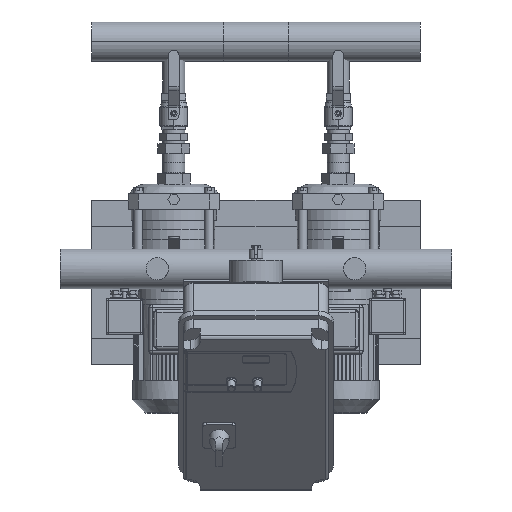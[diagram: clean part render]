
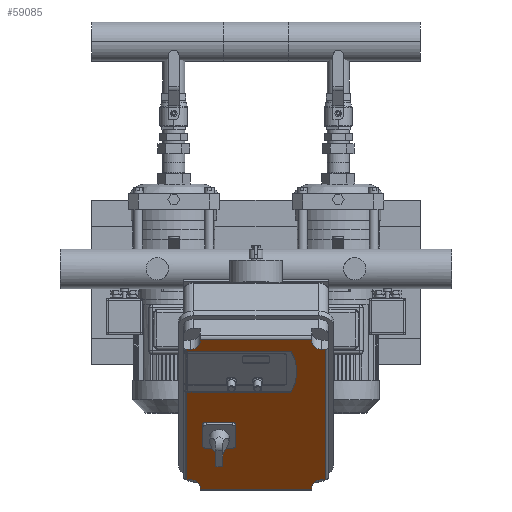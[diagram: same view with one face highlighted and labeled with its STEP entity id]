
A CAD part, top view. The second image highlights one B-rep face of the part: STEP entity #59085.
In plain terms, the highlighted planar face has unit normal (0, -0.707, 0.707).
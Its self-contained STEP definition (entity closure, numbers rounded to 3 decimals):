
#58625=CARTESIAN_POINT('',(145.,-187.584,572.271));
#58626=VERTEX_POINT('',#58625);
#58634=CARTESIAN_POINT('',(300.042,-187.584,572.271));
#58635=VERTEX_POINT('',#58634);
#58636=CARTESIAN_POINT('',(300.042,-187.584,572.271));
#58637=DIRECTION('',(-1.0,0.0,0.0));
#58638=VECTOR('',#58637,155.042);
#58639=LINE('',#58636,#58638);
#58640=EDGE_CURVE('',#58635,#58626,#58639,.T.);
#58667=CARTESIAN_POINT('',(304.726,-128.364,631.492));
#58668=VERTEX_POINT('',#58667);
#58675=CARTESIAN_POINT('',(300.042,-126.066,633.79));
#58676=VERTEX_POINT('',#58675);
#58677=CARTESIAN_POINT('',(300.042,-129.602,630.254));
#58678=DIRECTION('',(0.,0.707,-0.707));
#58679=DIRECTION('',(0.937,0.247,0.247));
#58680=AXIS2_PLACEMENT_3D('',#58677,#58678,#58679);
#58681=CIRCLE('',#58680,5.);
#58682=EDGE_CURVE('',#58676,#58668,#58681,.T.);
#58708=CARTESIAN_POINT('',(304.726,-185.286,574.569));
#58709=VERTEX_POINT('',#58708);
#58710=CARTESIAN_POINT('',(300.042,-184.049,575.807));
#58711=DIRECTION('',(0.0,0.707,-0.707));
#58712=DIRECTION('',(0.,-0.707,-0.707));
#58713=AXIS2_PLACEMENT_3D('',#58710,#58711,#58712);
#58714=CIRCLE('',#58713,5.);
#58715=EDGE_CURVE('',#58709,#58635,#58714,.T.);
#58739=CARTESIAN_POINT('',(197.,-156.825,603.03));
#58740=DIRECTION('',(0.,0.707,-0.707));
#58741=DIRECTION('',(0.937,-0.247,-0.247));
#58742=AXIS2_PLACEMENT_3D('',#58739,#58740,#58741);
#58743=CIRCLE('',#58742,115.0);
#58744=EDGE_CURVE('',#58668,#58709,#58743,.T.);
#58764=CARTESIAN_POINT('',(145.0,-320.52,439.335));
#58765=VERTEX_POINT('',#58764);
#58773=CARTESIAN_POINT('',(145.0,-320.52,439.335));
#58774=DIRECTION('',(0.,0.707,0.707));
#58775=VECTOR('',#58774,188.);
#58776=LINE('',#58773,#58775);
#58777=EDGE_CURVE('',#58765,#58626,#58776,.T.);
#58875=CARTESIAN_POINT('',(335.0,-108.388,651.467));
#58876=VERTEX_POINT('',#58875);
#58894=CARTESIAN_POINT('',(165.,-108.388,651.467));
#58895=VERTEX_POINT('',#58894);
#58903=CARTESIAN_POINT('',(165.,-108.388,651.467));
#58904=DIRECTION('',(1.0,0.0,0.0));
#58905=VECTOR('',#58904,170.);
#58906=LINE('',#58903,#58905);
#58907=EDGE_CURVE('',#58895,#58876,#58906,.T.);
#58918=CARTESIAN_POINT('',(335.0,-111.924,647.932));
#58919=VERTEX_POINT('',#58918);
#58920=CARTESIAN_POINT('',(335.0,-111.924,647.932));
#58921=DIRECTION('',(0.0,0.707,0.707));
#58922=VECTOR('',#58921,5.);
#58923=LINE('',#58920,#58922);
#58924=EDGE_CURVE('',#58919,#58876,#58923,.T.);
#58951=CARTESIAN_POINT('',(250.0,-221.525,538.33));
#58952=DIRECTION('',(0.0,-0.707,0.707));
#58953=DIRECTION('',(0.,-0.707,-0.707));
#58954=AXIS2_PLACEMENT_3D('',#58951,#58952,#58953);
#58955=PLANE('',#58954);
#58956=ORIENTED_EDGE('',*,*,#58640,.T.);
#58957=ORIENTED_EDGE('',*,*,#58777,.F.);
#58958=CARTESIAN_POINT('',(150.0,-320.52,439.335));
#58959=VERTEX_POINT('',#58958);
#58960=CARTESIAN_POINT('',(145.0,-320.52,439.335));
#58961=DIRECTION('',(1.0,0.0,0.0));
#58962=VECTOR('',#58961,5.0);
#58963=LINE('',#58960,#58962);
#58964=EDGE_CURVE('',#58765,#58959,#58963,.T.);
#58965=ORIENTED_EDGE('',*,*,#58964,.T.);
#58966=CARTESIAN_POINT('',(165.0,-331.127,428.729));
#58967=VERTEX_POINT('',#58966);
#58968=CARTESIAN_POINT('',(150.0,-331.127,428.729));
#58969=DIRECTION('',(0.0,0.707,-0.707));
#58970=DIRECTION('',(1.0,0.0,0.0));
#58971=AXIS2_PLACEMENT_3D('',#58968,#58969,#58970);
#58972=CIRCLE('',#58971,15.);
#58973=EDGE_CURVE('',#58959,#58967,#58972,.T.);
#58974=ORIENTED_EDGE('',*,*,#58973,.T.);
#58975=CARTESIAN_POINT('',(165.0,-334.663,425.193));
#58976=VERTEX_POINT('',#58975);
#58977=CARTESIAN_POINT('',(165.0,-331.127,428.729));
#58978=DIRECTION('',(0.0,-0.707,-0.707));
#58979=VECTOR('',#58978,5.);
#58980=LINE('',#58977,#58979);
#58981=EDGE_CURVE('',#58967,#58976,#58980,.T.);
#58982=ORIENTED_EDGE('',*,*,#58981,.T.);
#58983=CARTESIAN_POINT('',(335.0,-334.663,425.193));
#58984=VERTEX_POINT('',#58983);
#58985=CARTESIAN_POINT('',(335.0,-334.663,425.193));
#58986=DIRECTION('',(-1.0,0.0,0.0));
#58987=VECTOR('',#58986,170.0);
#58988=LINE('',#58985,#58987);
#58989=EDGE_CURVE('',#58984,#58976,#58988,.T.);
#58990=ORIENTED_EDGE('',*,*,#58989,.F.);
#58991=CARTESIAN_POINT('',(335.0,-331.127,428.729));
#58992=VERTEX_POINT('',#58991);
#58993=CARTESIAN_POINT('',(335.0,-334.663,425.193));
#58994=DIRECTION('',(0.0,0.707,0.707));
#58995=VECTOR('',#58994,5.0);
#58996=LINE('',#58993,#58995);
#58997=EDGE_CURVE('',#58984,#58992,#58996,.T.);
#58998=ORIENTED_EDGE('',*,*,#58997,.T.);
#58999=CARTESIAN_POINT('',(350.,-320.52,439.335));
#59000=VERTEX_POINT('',#58999);
#59001=CARTESIAN_POINT('',(350.,-331.127,428.729));
#59002=DIRECTION('',(0.0,0.707,-0.707));
#59003=DIRECTION('',(0.,0.707,0.707));
#59004=AXIS2_PLACEMENT_3D('',#59001,#59002,#59003);
#59005=CIRCLE('',#59004,15.);
#59006=EDGE_CURVE('',#58992,#59000,#59005,.T.);
#59007=ORIENTED_EDGE('',*,*,#59006,.T.);
#59008=CARTESIAN_POINT('',(355.0,-320.52,439.335));
#59009=VERTEX_POINT('',#59008);
#59010=CARTESIAN_POINT('',(350.,-320.52,439.335));
#59011=DIRECTION('',(1.0,0.0,0.0));
#59012=VECTOR('',#59011,5.);
#59013=LINE('',#59010,#59012);
#59014=EDGE_CURVE('',#59000,#59009,#59013,.T.);
#59015=ORIENTED_EDGE('',*,*,#59014,.T.);
#59016=CARTESIAN_POINT('',(355.0,-122.53,637.325));
#59017=VERTEX_POINT('',#59016);
#59018=CARTESIAN_POINT('',(355.0,-122.53,637.325));
#59019=DIRECTION('',(0.0,-0.707,-0.707));
#59020=VECTOR('',#59019,280.);
#59021=LINE('',#59018,#59020);
#59022=EDGE_CURVE('',#59017,#59009,#59021,.T.);
#59023=ORIENTED_EDGE('',*,*,#59022,.F.);
#59024=CARTESIAN_POINT('',(350.0,-122.53,637.325));
#59025=VERTEX_POINT('',#59024);
#59026=CARTESIAN_POINT('',(355.0,-122.53,637.325));
#59027=DIRECTION('',(-1.0,0.0,0.0));
#59028=VECTOR('',#59027,5.0);
#59029=LINE('',#59026,#59028);
#59030=EDGE_CURVE('',#59017,#59025,#59029,.T.);
#59031=ORIENTED_EDGE('',*,*,#59030,.T.);
#59032=CARTESIAN_POINT('',(350.0,-111.924,647.932));
#59033=DIRECTION('',(0.0,0.707,-0.707));
#59034=DIRECTION('',(-1.0,0.0,0.0));
#59035=AXIS2_PLACEMENT_3D('',#59032,#59033,#59034);
#59036=CIRCLE('',#59035,15.0);
#59037=EDGE_CURVE('',#59025,#58919,#59036,.T.);
#59038=ORIENTED_EDGE('',*,*,#59037,.T.);
#59039=ORIENTED_EDGE('',*,*,#58924,.T.);
#59040=ORIENTED_EDGE('',*,*,#58907,.F.);
#59041=CARTESIAN_POINT('',(165.,-111.924,647.932));
#59042=VERTEX_POINT('',#59041);
#59043=CARTESIAN_POINT('',(165.,-108.388,651.467));
#59044=DIRECTION('',(0.0,-0.707,-0.707));
#59045=VECTOR('',#59044,5.);
#59046=LINE('',#59043,#59045);
#59047=EDGE_CURVE('',#58895,#59042,#59046,.T.);
#59048=ORIENTED_EDGE('',*,*,#59047,.T.);
#59049=CARTESIAN_POINT('',(150.,-122.53,637.325));
#59050=VERTEX_POINT('',#59049);
#59051=CARTESIAN_POINT('',(150.,-111.924,647.932));
#59052=DIRECTION('',(0.0,0.707,-0.707));
#59053=DIRECTION('',(0.,-0.707,-0.707));
#59054=AXIS2_PLACEMENT_3D('',#59051,#59052,#59053);
#59055=CIRCLE('',#59054,15.);
#59056=EDGE_CURVE('',#59042,#59050,#59055,.T.);
#59057=ORIENTED_EDGE('',*,*,#59056,.T.);
#59058=CARTESIAN_POINT('',(145.,-122.53,637.325));
#59059=VERTEX_POINT('',#59058);
#59060=CARTESIAN_POINT('',(150.,-122.53,637.325));
#59061=DIRECTION('',(-1.0,0.0,0.0));
#59062=VECTOR('',#59061,5.0);
#59063=LINE('',#59060,#59062);
#59064=EDGE_CURVE('',#59050,#59059,#59063,.T.);
#59065=ORIENTED_EDGE('',*,*,#59064,.T.);
#59066=CARTESIAN_POINT('',(145.,-126.066,633.79));
#59067=VERTEX_POINT('',#59066);
#59068=CARTESIAN_POINT('',(145.,-126.066,633.79));
#59069=DIRECTION('',(0.,0.707,0.707));
#59070=VECTOR('',#59069,5.);
#59071=LINE('',#59068,#59070);
#59072=EDGE_CURVE('',#59067,#59059,#59071,.T.);
#59073=ORIENTED_EDGE('',*,*,#59072,.F.);
#59074=CARTESIAN_POINT('',(145.,-126.066,633.79));
#59075=DIRECTION('',(1.0,0.0,0.0));
#59076=VECTOR('',#59075,155.042);
#59077=LINE('',#59074,#59076);
#59078=EDGE_CURVE('',#59067,#58676,#59077,.T.);
#59079=ORIENTED_EDGE('',*,*,#59078,.T.);
#59080=ORIENTED_EDGE('',*,*,#58682,.T.);
#59081=ORIENTED_EDGE('',*,*,#58744,.T.);
#59082=ORIENTED_EDGE('',*,*,#58715,.T.);
#59083=EDGE_LOOP('',(#58956,#58957,#58965,#58974,#58982,#58990,#58998,#59007,#59015,#59023,#59031,#59038,#59039,#59040,#59048,#59057,#59065,#59073,#59079,#59080,#59081,#59082));
#59084=FACE_OUTER_BOUND('',#59083,.T.);
#59085=ADVANCED_FACE('',(#59084),#58955,.T.);
